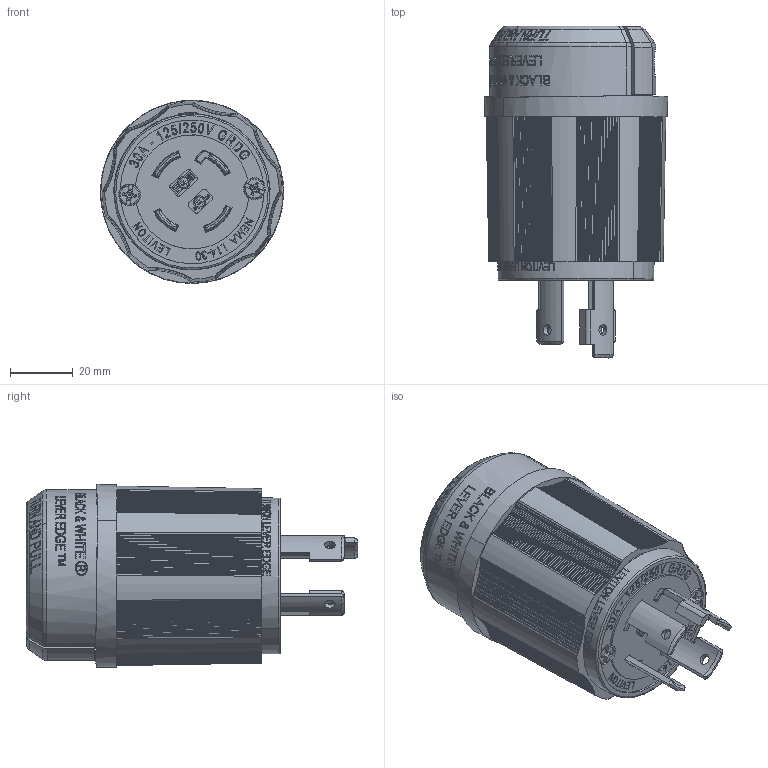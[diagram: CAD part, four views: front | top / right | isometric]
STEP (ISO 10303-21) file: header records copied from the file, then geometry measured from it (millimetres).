
FILE_DESCRIPTION (( 'STEP AP214' ), '1' );
FILE_NAME ('ORC5397-M02.STEP', '2025-10-13T17:57:26', ( '' ), ( '' ), 'SwSTEP 2.0', 'SolidWorks 2024', '' );
FILE_SCHEMA (( 'AUTOMOTIVE_DESIGN' ));
Products named in the file (1): ORC5397-M02
Bounding box: 58.62 x 106.2 x 58.58 mm (x, y, z)
Volume: 171866.2 mm3; surface area: 48707.2 mm2
Topology: 1 solids, 25 shells, 4382 faces, 12102 edges, 8014 vertices
Faces by surface type: plane 2047, bspline 1579, cone 391, cylinder 273, torus 88, sphere 4
Entity records: 199059 total; most frequent: CARTESIAN_POINT 103798, ORIENTED_EDGE 24200, DIRECTION 13418, EDGE_CURVE 12100, VERTEX_POINT 8014, VECTOR 5114, LINE 5114, EDGE_LOOP 4648
